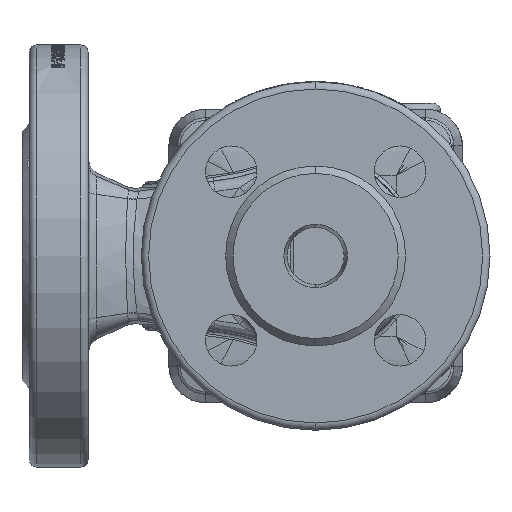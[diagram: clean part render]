
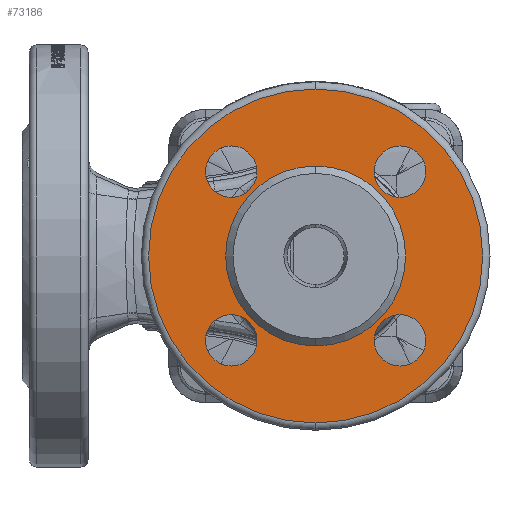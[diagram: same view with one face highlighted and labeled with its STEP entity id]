
A CAD part, front view. The second image highlights one B-rep face of the part: STEP entity #73186.
In plain terms, the highlighted planar face has unit normal (0, -1, 0).
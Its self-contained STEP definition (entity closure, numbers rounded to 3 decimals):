
#698 = FACE_OUTER_BOUND ( 'NONE', #118701, .T. ) ;
#1519 = CARTESIAN_POINT ( 'NONE',  ( -22.981, -88., 15.981 ) ) ;
#3656 = ORIENTED_EDGE ( 'NONE', *, *, #70903, .F. ) ;
#4050 = ORIENTED_EDGE ( 'NONE', *, *, #47594, .F. ) ;
#4694 = CIRCLE ( 'NONE', #110267, 7. ) ;
#5794 = DIRECTION ( 'NONE',  ( 0., 0., 1. ) ) ;
#7499 = VERTEX_POINT ( 'NONE', #117359 ) ;
#8746 = AXIS2_PLACEMENT_3D ( 'NONE', #114142, #17167, #76562 ) ;
#8903 = VERTEX_POINT ( 'NONE', #91459 ) ;
#11060 = DIRECTION ( 'NONE',  ( 0., -1., 0. ) ) ;
#12217 = EDGE_CURVE ( 'NONE', #106266, #124080, #68654, .T. ) ;
#12289 = EDGE_LOOP ( 'NONE', ( #71114, #85155 ) ) ;
#17167 = DIRECTION ( 'NONE',  ( 0., 1., 0. ) ) ;
#17423 = EDGE_LOOP ( 'NONE', ( #3656, #51542 ) ) ;
#17653 = AXIS2_PLACEMENT_3D ( 'NONE', #132087, #153884, #118332 ) ;
#18249 = DIRECTION ( 'NONE',  ( 0., 0., 1. ) ) ;
#18345 = VERTEX_POINT ( 'NONE', #149586 ) ;
#23194 = EDGE_CURVE ( 'NONE', #62298, #26057, #101348, .T. ) ;
#23295 = CARTESIAN_POINT ( 'NONE',  ( -22.981, -88., -29.981 ) ) ;
#24661 = ORIENTED_EDGE ( 'NONE', *, *, #89668, .F. ) ;
#26057 = VERTEX_POINT ( 'NONE', #123571 ) ;
#29263 = CIRCLE ( 'NONE', #48394, 7. ) ;
#33536 = EDGE_LOOP ( 'NONE', ( #82624, #4050 ) ) ;
#38269 = DIRECTION ( 'NONE',  ( 0., 0., -1. ) ) ;
#41127 = DIRECTION ( 'NONE',  ( 0., 0., -1. ) ) ;
#42068 = EDGE_CURVE ( 'NONE', #18345, #65585, #76458, .T. ) ;
#43459 = DIRECTION ( 'NONE',  ( 0., 0., -1. ) ) ;
#44047 = DIRECTION ( 'NONE',  ( 0., 0., -1. ) ) ;
#44301 = VERTEX_POINT ( 'NONE', #117699 ) ;
#45608 = PLANE ( 'NONE',  #90532 ) ;
#47594 = EDGE_CURVE ( 'NONE', #26057, #62298, #95715, .T. ) ;
#48394 = AXIS2_PLACEMENT_3D ( 'NONE', #116006, #103859, #43459 ) ;
#49081 = CARTESIAN_POINT ( 'NONE',  ( 0., -88., 0. ) ) ;
#50609 = DIRECTION ( 'NONE',  ( 0., 0., 1. ) ) ;
#51542 = ORIENTED_EDGE ( 'NONE', *, *, #115273, .F. ) ;
#53997 = CARTESIAN_POINT ( 'NONE',  ( 22.981, -88., 15.981 ) ) ;
#54351 = CARTESIAN_POINT ( 'NONE',  ( 0., -88., -24.5 ) ) ;
#55643 = FACE_BOUND ( 'NONE', #108046, .T. ) ;
#59643 = VERTEX_POINT ( 'NONE', #123673 ) ;
#62298 = VERTEX_POINT ( 'NONE', #53997 ) ;
#64411 = CARTESIAN_POINT ( 'NONE',  ( 22.981, -88., -15.981 ) ) ;
#65508 = ORIENTED_EDGE ( 'NONE', *, *, #67231, .F. ) ;
#65585 = VERTEX_POINT ( 'NONE', #23295 ) ;
#66553 = ORIENTED_EDGE ( 'NONE', *, *, #145967, .T. ) ;
#67231 = EDGE_CURVE ( 'NONE', #7499, #139311, #75054, .T. ) ;
#68654 = CIRCLE ( 'NONE', #151084, 24.5 ) ;
#68903 = FACE_BOUND ( 'NONE', #17423, .T. ) ;
#70903 = EDGE_CURVE ( 'NONE', #8903, #132511, #111403, .T. ) ;
#71114 = ORIENTED_EDGE ( 'NONE', *, *, #123073, .F. ) ;
#73167 = AXIS2_PLACEMENT_3D ( 'NONE', #76622, #75581, #87717 ) ;
#73186 = ADVANCED_FACE ( 'NONE', ( #68903, #114374, #104995, #146612, #55643, #698 ), #45608, .T. ) ;
#75054 = CIRCLE ( 'NONE', #143236, 7. ) ;
#75581 = DIRECTION ( 'NONE',  ( 0., -1., 0. ) ) ;
#76361 = CIRCLE ( 'NONE', #137885, 7. ) ;
#76458 = CIRCLE ( 'NONE', #150679, 7. ) ;
#76562 = DIRECTION ( 'NONE',  ( 0., 0., 1. ) ) ;
#76622 = CARTESIAN_POINT ( 'NONE',  ( 22.981, -88., 22.981 ) ) ;
#78184 = DIRECTION ( 'NONE',  ( 0., -1., 0. ) ) ;
#78818 = CIRCLE ( 'NONE', #134350, 24.5 ) ;
#80697 = EDGE_LOOP ( 'NONE', ( #103821, #65508 ) ) ;
#82320 = ORIENTED_EDGE ( 'NONE', *, *, #12217, .T. ) ;
#82624 = ORIENTED_EDGE ( 'NONE', *, *, #23194, .F. ) ;
#83173 = DIRECTION ( 'NONE',  ( 0., 0., -1. ) ) ;
#83790 = EDGE_CURVE ( 'NONE', #139311, #7499, #29263, .T. ) ;
#84892 = CARTESIAN_POINT ( 'NONE',  ( 22.981, -88., 22.981 ) ) ;
#85155 = ORIENTED_EDGE ( 'NONE', *, *, #42068, .F. ) ;
#87717 = DIRECTION ( 'NONE',  ( 0., 0., -1. ) ) ;
#88487 = CARTESIAN_POINT ( 'NONE',  ( 0., -88., 0. ) ) ;
#89266 = CARTESIAN_POINT ( 'NONE',  ( -22.981, -88., 22.981 ) ) ;
#89668 = EDGE_CURVE ( 'NONE', #59643, #44301, #132486, .T. ) ;
#90532 = AXIS2_PLACEMENT_3D ( 'NONE', #106004, #105492, #44047 ) ;
#90781 = ORIENTED_EDGE ( 'NONE', *, *, #155915, .F. ) ;
#90856 = CARTESIAN_POINT ( 'NONE',  ( 0., -88., 0. ) ) ;
#91385 = DIRECTION ( 'NONE',  ( 0., 1., 0. ) ) ;
#91459 = CARTESIAN_POINT ( 'NONE',  ( 22.981, -88., -29.981 ) ) ;
#95715 = CIRCLE ( 'NONE', #73167, 7. ) ;
#100751 = DIRECTION ( 'NONE',  ( 0., 1., 0. ) ) ;
#101348 = CIRCLE ( 'NONE', #134987, 7. ) ;
#103821 = ORIENTED_EDGE ( 'NONE', *, *, #83790, .F. ) ;
#103859 = DIRECTION ( 'NONE',  ( 0., -1., 0. ) ) ;
#104995 = FACE_BOUND ( 'NONE', #33536, .T. ) ;
#105492 = DIRECTION ( 'NONE',  ( 0., -1., 0. ) ) ;
#105920 = CARTESIAN_POINT ( 'NONE',  ( -22.981, -88., -22.981 ) ) ;
#106004 = CARTESIAN_POINT ( 'NONE',  ( -24.5, -88., 0. ) ) ;
#106266 = VERTEX_POINT ( 'NONE', #54351 ) ;
#108046 = EDGE_LOOP ( 'NONE', ( #66553, #82320 ) ) ;
#109257 = DIRECTION ( 'NONE',  ( 0., -1., 0. ) ) ;
#110267 = AXIS2_PLACEMENT_3D ( 'NONE', #139038, #78184, #125806 ) ;
#111403 = CIRCLE ( 'NONE', #17653, 7. ) ;
#114142 = CARTESIAN_POINT ( 'NONE',  ( 0., -88., 0. ) ) ;
#114374 = FACE_BOUND ( 'NONE', #12289, .T. ) ;
#115273 = EDGE_CURVE ( 'NONE', #132511, #8903, #76361, .T. ) ;
#116006 = CARTESIAN_POINT ( 'NONE',  ( -22.981, -88., 22.981 ) ) ;
#117359 = CARTESIAN_POINT ( 'NONE',  ( -22.981, -88., 29.981 ) ) ;
#117699 = CARTESIAN_POINT ( 'NONE',  ( 0., -88., 45.5 ) ) ;
#118332 = DIRECTION ( 'NONE',  ( 0., 0., -1. ) ) ;
#118701 = EDGE_LOOP ( 'NONE', ( #90781, #24661 ) ) ;
#123073 = EDGE_CURVE ( 'NONE', #65585, #18345, #4694, .T. ) ;
#123571 = CARTESIAN_POINT ( 'NONE',  ( 22.981, -88., 29.981 ) ) ;
#123673 = CARTESIAN_POINT ( 'NONE',  ( 0., -88., -45.5 ) ) ;
#124080 = VERTEX_POINT ( 'NONE', #144824 ) ;
#125806 = DIRECTION ( 'NONE',  ( 0., 0., -1. ) ) ;
#126310 = DIRECTION ( 'NONE',  ( 0., -1., 0. ) ) ;
#128637 = DIRECTION ( 'NONE',  ( 0., -1., 0. ) ) ;
#129264 = AXIS2_PLACEMENT_3D ( 'NONE', #90856, #91385, #18249 ) ;
#132087 = CARTESIAN_POINT ( 'NONE',  ( 22.981, -88., -22.981 ) ) ;
#132486 = CIRCLE ( 'NONE', #129264, 45.5 ) ;
#132511 = VERTEX_POINT ( 'NONE', #64411 ) ;
#133936 = CARTESIAN_POINT ( 'NONE',  ( 22.981, -88., -22.981 ) ) ;
#134350 = AXIS2_PLACEMENT_3D ( 'NONE', #49081, #146519, #50609 ) ;
#134987 = AXIS2_PLACEMENT_3D ( 'NONE', #84892, #109257, #38269 ) ;
#137885 = AXIS2_PLACEMENT_3D ( 'NONE', #133936, #11060, #83173 ) ;
#139038 = CARTESIAN_POINT ( 'NONE',  ( -22.981, -88., -22.981 ) ) ;
#139311 = VERTEX_POINT ( 'NONE', #1519 ) ;
#143236 = AXIS2_PLACEMENT_3D ( 'NONE', #89266, #126310, #41127 ) ;
#144824 = CARTESIAN_POINT ( 'NONE',  ( 0., -88., 24.5 ) ) ;
#145967 = EDGE_CURVE ( 'NONE', #124080, #106266, #78818, .T. ) ;
#146519 = DIRECTION ( 'NONE',  ( 0., 1., 0. ) ) ;
#146612 = FACE_BOUND ( 'NONE', #80697, .T. ) ;
#149586 = CARTESIAN_POINT ( 'NONE',  ( -22.981, -88., -15.981 ) ) ;
#150679 = AXIS2_PLACEMENT_3D ( 'NONE', #105920, #128637, #152526 ) ;
#151084 = AXIS2_PLACEMENT_3D ( 'NONE', #88487, #100751, #5794 ) ;
#151681 = CIRCLE ( 'NONE', #8746, 45.5 ) ;
#152526 = DIRECTION ( 'NONE',  ( 0., 0., -1. ) ) ;
#153884 = DIRECTION ( 'NONE',  ( 0., -1., 0. ) ) ;
#155915 = EDGE_CURVE ( 'NONE', #44301, #59643, #151681, .T. ) ;
